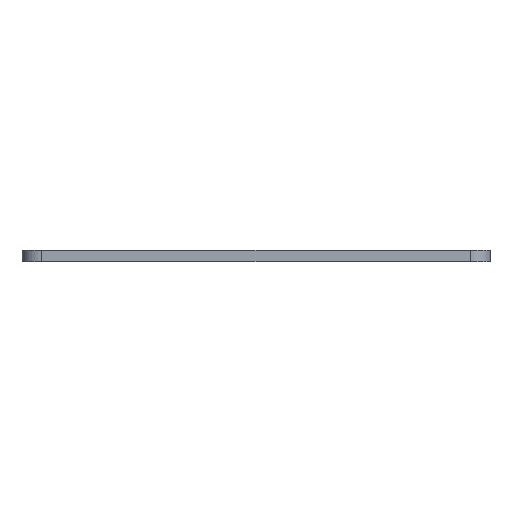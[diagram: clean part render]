
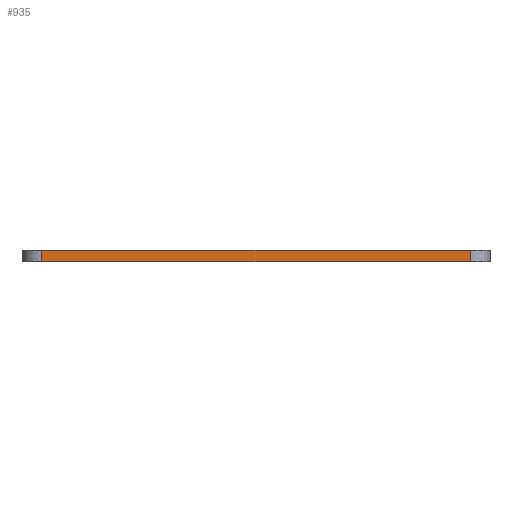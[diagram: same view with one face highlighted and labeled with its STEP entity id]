
A CAD part, front view. The second image highlights one B-rep face of the part: STEP entity #935.
In plain terms, the highlighted planar face has unit normal (0, -1, 0).
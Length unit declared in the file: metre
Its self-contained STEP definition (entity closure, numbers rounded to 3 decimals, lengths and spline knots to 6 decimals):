
#35=ORIENTED_EDGE('',*,*,#303,.F.);
#36=ORIENTED_EDGE('',*,*,#304,.T.);
#37=ORIENTED_EDGE('',*,*,#305,.T.);
#38=ORIENTED_EDGE('',*,*,#306,.T.);
#303=EDGE_CURVE('',#437,#438,#527,.T.);
#304=EDGE_CURVE('',#437,#439,#528,.T.);
#305=EDGE_CURVE('',#439,#440,#529,.T.);
#306=EDGE_CURVE('',#440,#438,#530,.F.);
#437=VERTEX_POINT('',#1311);
#438=VERTEX_POINT('',#1312);
#439=VERTEX_POINT('',#1314);
#440=VERTEX_POINT('',#1316);
#527=LINE('',#1310,#651);
#528=LINE('',#1313,#652);
#529=LINE('',#1315,#653);
#530=LINE('',#1317,#654);
#651=VECTOR('',#1066,1.);
#652=VECTOR('',#1067,1.);
#653=VECTOR('',#1068,1.);
#654=VECTOR('',#1069,1.);
#769=EDGE_LOOP('',(#35,#36,#37,#38));
#831=FACE_BOUND('',#769,.T.);
#893=PLANE('',#995);
#935=ADVANCED_FACE('',(#831),#893,.F.);
#995=AXIS2_PLACEMENT_3D('',#1309,#1064,#1065);
#1064=DIRECTION('',(0.,1.,0.));
#1065=DIRECTION('',(0.,0.,1.));
#1066=DIRECTION('',(1.,0.,0.));
#1067=DIRECTION('',(0.,0.,-1.));
#1068=DIRECTION('',(1.,0.,0.));
#1069=DIRECTION('',(0.,0.,-1.));
#1309=CARTESIAN_POINT('',(0.001699,-0.087123,0.003));
#1310=CARTESIAN_POINT('',(0.001699,-0.087123,0.003));
#1311=CARTESIAN_POINT('',(-0.052389,-0.087123,0.003));
#1312=CARTESIAN_POINT('',(0.055786,-0.087123,0.003));
#1313=CARTESIAN_POINT('',(-0.052389,-0.087123,0.003));
#1314=CARTESIAN_POINT('',(-0.052389,-0.087123,0.));
#1315=CARTESIAN_POINT('',(0.001699,-0.087123,0.));
#1316=CARTESIAN_POINT('',(0.055786,-0.087123,0.));
#1317=CARTESIAN_POINT('',(0.055786,-0.087123,0.003));
